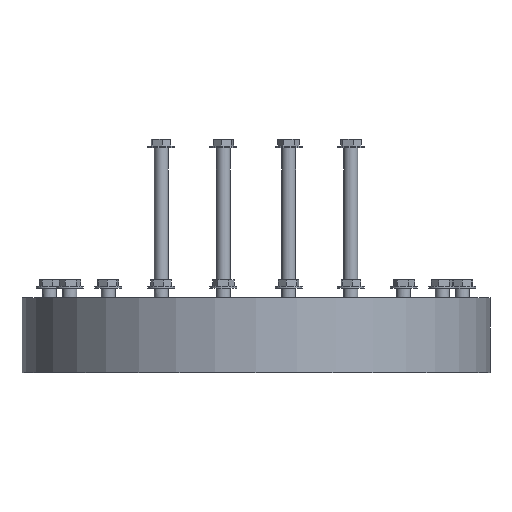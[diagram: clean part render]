
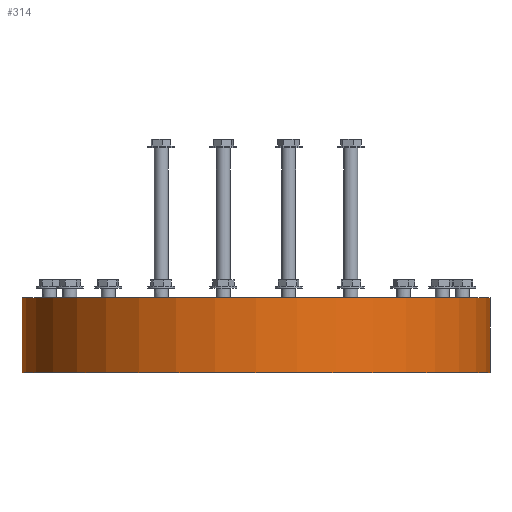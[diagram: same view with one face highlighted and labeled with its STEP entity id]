
A CAD part, front view. The second image highlights one B-rep face of the part: STEP entity #314.
In plain terms, the highlighted cylindrical face has radius 317.5 mm (diameter 635 mm), a full revolution.
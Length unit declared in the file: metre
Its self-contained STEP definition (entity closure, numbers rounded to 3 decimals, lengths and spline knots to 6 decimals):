
#314 = ADVANCED_FACE( '', ( #827, #828 ), #829, .T. );
#827 = FACE_OUTER_BOUND( '', #1610, .T. );
#828 = FACE_OUTER_BOUND( '', #1611, .T. );
#829 = CYLINDRICAL_SURFACE( '', #1612, 0.3175 );
#1610 = EDGE_LOOP( '', ( #2523 ) );
#1611 = EDGE_LOOP( '', ( #2524 ) );
#1612 = AXIS2_PLACEMENT_3D( '', #2525, #2526, #2527 );
#2523 = ORIENTED_EDGE( '', *, *, #4198, .F. );
#2524 = ORIENTED_EDGE( '', *, *, #4199, .T. );
#2525 = CARTESIAN_POINT( '', ( 0., 0., 0.6223 ) );
#2526 = DIRECTION( '', ( 0., 0., -1. ) );
#2527 = DIRECTION( '', ( 1., 0., 0. ) );
#4198 = EDGE_CURVE( '', #4968, #4968, #4969, .T. );
#4199 = EDGE_CURVE( '', #4970, #4970, #4971, .T. );
#4968 = VERTEX_POINT( '', #6042 );
#4969 = CIRCLE( '', #6043, 0.3175 );
#4970 = VERTEX_POINT( '', #6044 );
#4971 = CIRCLE( '', #6045, 0.3175 );
#6042 = CARTESIAN_POINT( '', ( -0.3175, 0., 0.5334 ) );
#6043 = AXIS2_PLACEMENT_3D( '', #7228, #7229, #7230 );
#6044 = CARTESIAN_POINT( '', ( -0.3175, 0., 0.635 ) );
#6045 = AXIS2_PLACEMENT_3D( '', #7231, #7232, #7233 );
#7228 = CARTESIAN_POINT( '', ( 0., 0., 0.5334 ) );
#7229 = DIRECTION( '', ( 0., 0., -1. ) );
#7230 = DIRECTION( '', ( -1., 0., 0. ) );
#7231 = CARTESIAN_POINT( '', ( 0., 0., 0.635 ) );
#7232 = DIRECTION( '', ( 0., 0., -1. ) );
#7233 = DIRECTION( '', ( -1., 0., 0. ) );
